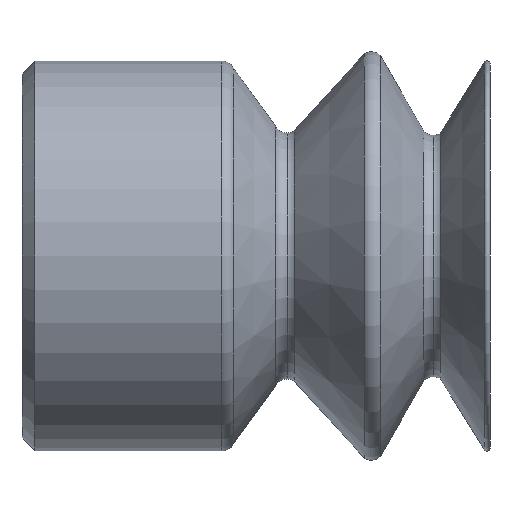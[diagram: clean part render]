
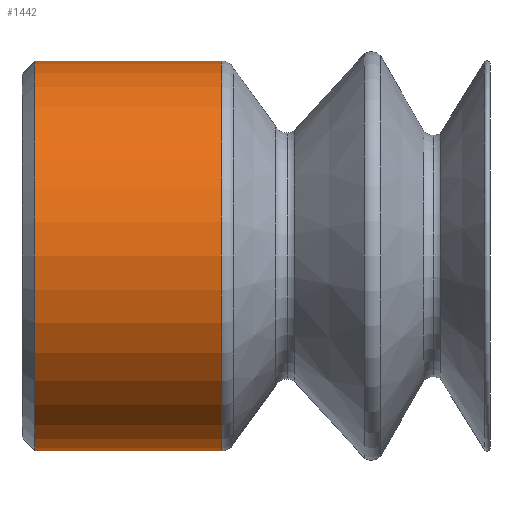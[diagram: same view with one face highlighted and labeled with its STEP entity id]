
A CAD part, left-side view. The second image highlights one B-rep face of the part: STEP entity #1442.
In plain terms, the highlighted cylindrical face has radius 7.5 mm (diameter 15 mm), a partial arc.
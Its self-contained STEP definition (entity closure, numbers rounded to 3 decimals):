
#13 = EDGE_LOOP ( 'NONE', ( #1104, #664, #218, #241 ) ) ;
#40 = CARTESIAN_POINT ( 'NONE',  ( 0., 0., -7.5 ) ) ;
#41 = AXIS2_PLACEMENT_3D ( 'NONE', #640, #185, #405 ) ;
#43 = VERTEX_POINT ( 'NONE', #564 ) ;
#141 = VERTEX_POINT ( 'NONE', #709 ) ;
#185 = DIRECTION ( 'NONE',  ( 0., 1., 0. ) ) ;
#218 = ORIENTED_EDGE ( 'NONE', *, *, #1412, .T. ) ;
#241 = ORIENTED_EDGE ( 'NONE', *, *, #869, .F. ) ;
#337 = CIRCLE ( 'NONE', #1202, 7.5 ) ;
#405 = DIRECTION ( 'NONE',  ( 0., 0., 1. ) ) ;
#453 = LINE ( 'NONE', #40, #1011 ) ;
#456 = DIRECTION ( 'NONE',  ( 0., 0., 1. ) ) ;
#475 = CARTESIAN_POINT ( 'NONE',  ( 0., -7.691, 0. ) ) ;
#558 = CIRCLE ( 'NONE', #895, 7.5 ) ;
#564 = CARTESIAN_POINT ( 'NONE',  ( 0., -7.691, -7.5 ) ) ;
#567 = CYLINDRICAL_SURFACE ( 'NONE', #41, 7.5 ) ;
#584 = DIRECTION ( 'NONE',  ( 0., 1., 0. ) ) ;
#605 = VECTOR ( 'NONE', #946, 1000. ) ;
#640 = CARTESIAN_POINT ( 'NONE',  ( 0., 0., 0. ) ) ;
#664 = ORIENTED_EDGE ( 'NONE', *, *, #913, .T. ) ;
#691 = DIRECTION ( 'NONE',  ( 0., 0., 1. ) ) ;
#709 = CARTESIAN_POINT ( 'NONE',  ( 0., -0.5, 7.5 ) ) ;
#821 = CARTESIAN_POINT ( 'NONE',  ( 0., -7.691, 7.5 ) ) ;
#835 = DIRECTION ( 'NONE',  ( 0., 1., 0. ) ) ;
#869 = EDGE_CURVE ( 'NONE', #1317, #141, #558, .T. ) ;
#880 = CARTESIAN_POINT ( 'NONE',  ( 0., -0.5, 0. ) ) ;
#895 = AXIS2_PLACEMENT_3D ( 'NONE', #880, #1339, #456 ) ;
#913 = EDGE_CURVE ( 'NONE', #43, #1119, #337, .T. ) ;
#946 = DIRECTION ( 'NONE',  ( 0., 1., 0. ) ) ;
#1011 = VECTOR ( 'NONE', #835, 1000. ) ;
#1025 = EDGE_CURVE ( 'NONE', #43, #1317, #453, .T. ) ;
#1039 = LINE ( 'NONE', #1420, #605 ) ;
#1053 = CARTESIAN_POINT ( 'NONE',  ( 0., -0.5, -7.5 ) ) ;
#1104 = ORIENTED_EDGE ( 'NONE', *, *, #1025, .F. ) ;
#1119 = VERTEX_POINT ( 'NONE', #821 ) ;
#1202 = AXIS2_PLACEMENT_3D ( 'NONE', #475, #584, #691 ) ;
#1317 = VERTEX_POINT ( 'NONE', #1053 ) ;
#1339 = DIRECTION ( 'NONE',  ( 0., 1., 0. ) ) ;
#1347 = FACE_OUTER_BOUND ( 'NONE', #13, .T. ) ;
#1412 = EDGE_CURVE ( 'NONE', #1119, #141, #1039, .T. ) ;
#1420 = CARTESIAN_POINT ( 'NONE',  ( 0., 0., 7.5 ) ) ;
#1442 = ADVANCED_FACE ( 'NONE', ( #1347 ), #567, .T. ) ;
